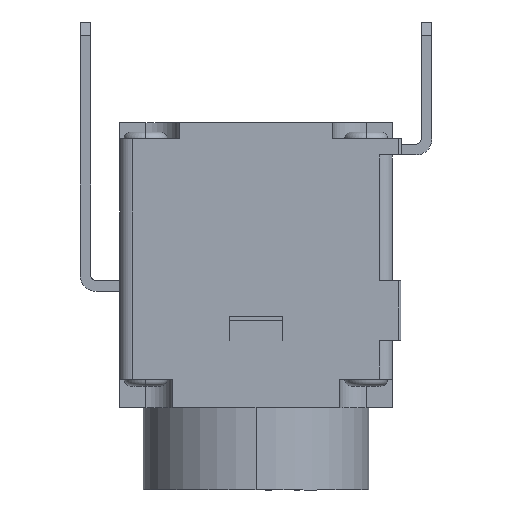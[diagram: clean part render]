
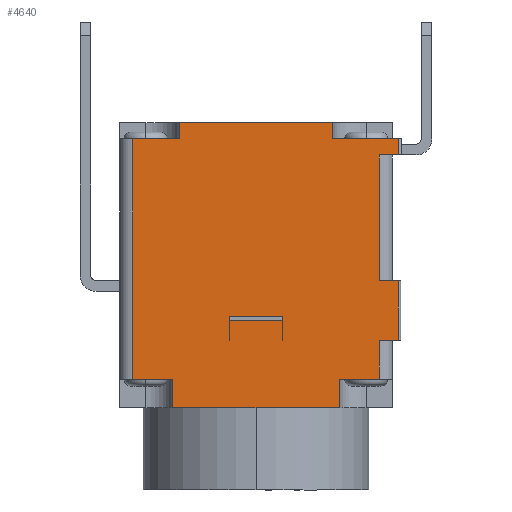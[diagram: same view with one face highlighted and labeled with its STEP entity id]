
A CAD part, left-side view. The second image highlights one B-rep face of the part: STEP entity #4640.
In plain terms, the highlighted face is planar.
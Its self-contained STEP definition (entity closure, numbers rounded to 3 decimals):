
#2510=CARTESIAN_POINT('',(3.04,5.08,5.08));
#2520=DIRECTION('',(0.,0.,1.));
#2530=DIRECTION('',(0.,-1.,0.));
#2540=AXIS2_PLACEMENT_3D('',#2510,#2520,#2530);
#2550=PLANE('',#2540);
#2560=CARTESIAN_POINT('',(6.7,5.08,5.08));
#2570=DIRECTION('',(0.,1.,0.));
#2580=VECTOR('',#2570,1.);
#2590=LINE('',#2560,#2580);
#2600=CARTESIAN_POINT('',(6.7,-1.,5.08));
#2610=VERTEX_POINT('',#2600);
#2620=CARTESIAN_POINT('',(6.7,1.,5.08));
#2630=VERTEX_POINT('',#2620);
#2640=EDGE_CURVE('',#2610,#2630,#2590,.T.);
#2650=ORIENTED_EDGE('',*,*,#2640,.T.);
#2660=CARTESIAN_POINT('',(7.6,-1.,5.08));
#2670=DIRECTION('',(1.,0.,0.));
#2680=VECTOR('',#2670,1.);
#2690=LINE('',#2660,#2680);
#2700=CARTESIAN_POINT('',(7.6,-1.,5.08));
#2710=VERTEX_POINT('',#2700);
#2720=EDGE_CURVE('',#2610,#2710,#2690,.T.);
#2730=ORIENTED_EDGE('',*,*,#2720,.F.);
#2740=CARTESIAN_POINT('',(7.6,5.08,
5.08));
#2750=DIRECTION('',(0.,-1.,0.));
#2760=VECTOR('',#2750,1.);
#2770=LINE('',#2740,#2760);
#2780=CARTESIAN_POINT('',(7.6,-0.99,
5.08));
#2790=VERTEX_POINT('',#2780);
#2800=EDGE_CURVE('',#2790,#2710,#2770,.T.);
#2810=ORIENTED_EDGE('',*,*,#2800,.T.);
#2820=CARTESIAN_POINT('',(7.6,-0.99,
5.08));
#2830=DIRECTION('',(1.,0.,0.));
#2840=VECTOR('',#2830,1.);
#2850=LINE('',#2820,#2840);
#2860=CARTESIAN_POINT('',(6.85,-0.99,
5.08));
#2870=VERTEX_POINT('',#2860);
#2880=EDGE_CURVE('',#2870,#2790,#2850,.T.);
#2890=ORIENTED_EDGE('',*,*,#2880,.T.);
#2900=CARTESIAN_POINT('',(6.85,5.08,
5.08));
#2910=DIRECTION('',(0.,1.,0.));
#2920=VECTOR('',#2910,1.);
#2930=LINE('',#2900,#2920);
#2940=CARTESIAN_POINT('',(6.85,0.99,
5.08));
#2950=VERTEX_POINT('',#2940);
#2960=EDGE_CURVE('',#2870,#2950,#2930,.T.);
#2970=ORIENTED_EDGE('',*,*,#2960,.F.);
#2980=CARTESIAN_POINT('',(7.6,0.99,
5.08));
#2990=DIRECTION('',(1.,0.,0.));
#3000=VECTOR('',#2990,1.);
#3010=LINE('',#2980,#3000);
#3020=CARTESIAN_POINT('',(7.6,0.99,
5.08));
#3030=VERTEX_POINT('',#3020);
#3040=EDGE_CURVE('',#2950,#3030,#3010,.T.);
#3050=ORIENTED_EDGE('',*,*,#3040,.F.);
#3060=CARTESIAN_POINT('',(7.6,1.,5.08));
#3070=VERTEX_POINT('',#3060);
#3080=EDGE_CURVE('',#3070,#3030,#2770,.T.);
#3090=ORIENTED_EDGE('',*,*,#3080,.T.);
#3100=CARTESIAN_POINT('',(7.6,1.,5.08));
#3110=DIRECTION('',(-1.,0.,0.));
#3120=VECTOR('',#3110,1.);
#3130=LINE('',#3100,#3120);
#3140=EDGE_CURVE('',#3070,#2630,#3130,.T.);
#3150=ORIENTED_EDGE('',*,*,#3140,.F.);
#3160=EDGE_LOOP('',(#3150,#3090,#3050,#2970,#2890,#2810,#2730,#2650));
#3170=FACE_BOUND('',#3160,.T.);
#3180=CARTESIAN_POINT('',(7.6,4.58,
5.08));
#3190=DIRECTION('',(1.,0.,0.));
#3200=VECTOR('',#3190,1.);
#3210=LINE('',#3180,#3200);
#3220=CARTESIAN_POINT('',(7.6,4.58,
5.08));
#3230=VERTEX_POINT('',#3220);
#3240=CARTESIAN_POINT('',(9.05,4.58,
5.08));
#3250=VERTEX_POINT('',#3240);
#3260=EDGE_CURVE('',#3230,#3250,#3210,.T.);
#3270=ORIENTED_EDGE('',*,*,#3260,.F.);
#3280=CARTESIAN_POINT('',(9.05,5.08,
5.08));
#3290=DIRECTION('',(0.,-1.,0.));
#3300=VECTOR('',#3290,1.);
#3310=LINE('',#3280,#3300);
#3320=CARTESIAN_POINT('',(9.05,3.1,
5.08));
#3330=VERTEX_POINT('',#3320);
#3340=EDGE_CURVE('',#3250,#3330,#3310,.T.);
#3350=ORIENTED_EDGE('',*,*,#3340,.F.);
#3360=CARTESIAN_POINT('',(7.6,3.1,
5.08));
#3370=DIRECTION('',(-1.,0.,0.));
#3380=VECTOR('',#3370,1.);
#3390=LINE('',#3360,#3380);
#3400=CARTESIAN_POINT('',(10.1,3.1,5.08));
#3410=VERTEX_POINT('',#3400);
#3420=EDGE_CURVE('',#3410,#3330,#3390,.T.);
#3430=ORIENTED_EDGE('',*,*,#3420,.T.);
#3440=CARTESIAN_POINT('',(10.1,5.08,5.08));
#3450=DIRECTION('',(0.,-1.,0.));
#3460=VECTOR('',#3450,1.);
#3470=LINE('',#3440,#3460);
#3480=CARTESIAN_POINT('',(10.1,-3.1,5.08));
#3490=VERTEX_POINT('',#3480);
#3500=EDGE_CURVE('',#3410,#3490,#3470,.T.);
#3510=ORIENTED_EDGE('',*,*,#3500,.F.);
#3520=CARTESIAN_POINT('',(7.6,-3.1,
5.08));
#3530=DIRECTION('',(1.,0.,0.));
#3540=VECTOR('',#3530,1.);
#3550=LINE('',#3520,#3540);
#3560=CARTESIAN_POINT('',(9.05,-3.1,
5.08));
#3570=VERTEX_POINT('',#3560);
#3580=EDGE_CURVE('',#3570,#3490,#3550,.T.);
#3590=ORIENTED_EDGE('',*,*,#3580,.T.);
#3600=CARTESIAN_POINT('',(9.05,5.08,
5.08));
#3610=DIRECTION('',(0.,-1.,0.));
#3620=VECTOR('',#3610,1.);
#3630=LINE('',#3600,#3620);
#3640=CARTESIAN_POINT('',(9.05,-4.58,
5.08));
#3650=VERTEX_POINT('',#3640);
#3660=EDGE_CURVE('',#3570,#3650,#3630,.T.);
#3670=ORIENTED_EDGE('',*,*,#3660,.F.);
#3680=CARTESIAN_POINT('',(7.6,-4.58,
5.08));
#3690=DIRECTION('',(-1.,0.,0.));
#3700=VECTOR('',#3690,1.);
#3710=LINE('',#3680,#3700);
#3720=CARTESIAN_POINT('',(0.1,-4.58,
5.08));
#3730=VERTEX_POINT('',#3720);
#3740=EDGE_CURVE('',#3650,#3730,#3710,.T.);
#3750=ORIENTED_EDGE('',*,*,#3740,.F.);
#3760=CARTESIAN_POINT('',(0.1,3.266,5.08));
#3770=DIRECTION('',(0.,-1.,0.));
#3780=VECTOR('',#3770,1.);
#3790=LINE('',#3760,#3780);
#3800=CARTESIAN_POINT('',(0.1,-2.85,5.08));
#3810=VERTEX_POINT('',#3800);
#3820=EDGE_CURVE('',#3810,#3730,#3790,.T.);
#3830=ORIENTED_EDGE('',*,*,#3820,.T.);
#3840=CARTESIAN_POINT('',(3.04,-2.85,5.08));
#3850=DIRECTION('',(-1.,0.,0.));
#3860=VECTOR('',#3850,1.);
#3870=LINE('',#3840,#3860);
#3880=CARTESIAN_POINT('',(-0.5,-2.85,5.08));
#3890=VERTEX_POINT('',#3880);
#3900=EDGE_CURVE('',#3810,#3890,#3870,.T.);
#3910=ORIENTED_EDGE('',*,*,#3900,.F.);
#3920=CARTESIAN_POINT('',(-0.5,3.266,5.08));
#3930=DIRECTION('',(0.,-1.,0.));
#3940=VECTOR('',#3930,1.);
#3950=LINE('',#3920,#3940);
#3960=CARTESIAN_POINT('',(-0.5,2.85,5.08));
#3970=VERTEX_POINT('',#3960);
#3980=EDGE_CURVE('',#3970,#3890,#3950,.T.);
#3990=ORIENTED_EDGE('',*,*,#3980,.T.);
#4000=CARTESIAN_POINT('',(3.04,2.85,5.08));
#4010=DIRECTION('',(1.,0.,0.));
#4020=VECTOR('',#4010,1.);
#4030=LINE('',#4000,#4020);
#4040=CARTESIAN_POINT('',(0.1,2.85,5.08));
#4050=VERTEX_POINT('',#4040);
#4060=EDGE_CURVE('',#3970,#4050,#4030,.T.);
#4070=ORIENTED_EDGE('',*,*,#4060,.F.);
#4080=CARTESIAN_POINT('',(0.1,3.266,5.08));
#4090=DIRECTION('',(0.,-1.,0.));
#4100=VECTOR('',#4090,1.);
#4110=LINE('',#4080,#4100);
#4120=CARTESIAN_POINT('',(0.1,5.32,5.08));
#4130=VERTEX_POINT('',#4120);
#4140=EDGE_CURVE('',#4130,#4050,#4110,.T.);
#4150=ORIENTED_EDGE('',*,*,#4140,.T.);
#4160=CARTESIAN_POINT('',(3.04,5.32,5.08));
#4170=DIRECTION('',(-1.,0.,0.));
#4180=VECTOR('',#4170,1.);
#4190=LINE('',#4160,#4180);
#4200=CARTESIAN_POINT('',(0.7,5.32,5.08));
#4210=VERTEX_POINT('',#4200);
#4220=EDGE_CURVE('',#4210,#4130,#4190,.T.);
#4230=ORIENTED_EDGE('',*,*,#4220,.T.);
#4240=CARTESIAN_POINT('',(0.7,3.266,5.08));
#4250=DIRECTION('',(0.,1.,0.));
#4260=VECTOR('',#4250,1.);
#4270=LINE('',#4240,#4260);
#4280=CARTESIAN_POINT('',(0.7,4.58,5.08));
#4290=VERTEX_POINT('',#4280);
#4300=EDGE_CURVE('',#4290,#4210,#4270,.T.);
#4310=ORIENTED_EDGE('',*,*,#4300,.T.);
#4320=CARTESIAN_POINT('',(3.04,4.58,5.08));
#4330=DIRECTION('',(-1.,0.,0.));
#4340=VECTOR('',#4330,1.);
#4350=LINE('',#4320,#4340);
#4360=CARTESIAN_POINT('',(5.38,4.58,5.08));
#4370=VERTEX_POINT('',#4360);
#4380=EDGE_CURVE('',#4370,#4290,#4350,.T.);
#4390=ORIENTED_EDGE('',*,*,#4380,.T.);
#4400=CARTESIAN_POINT('',(5.38,5.08,5.08));
#4410=DIRECTION('',(0.,-1.,0.));
#4420=VECTOR('',#4410,1.);
#4430=LINE('',#4400,#4420);
#4440=CARTESIAN_POINT('',(5.38,5.29,5.08));
#4450=VERTEX_POINT('',#4440);
#4460=EDGE_CURVE('',#4450,#4370,#4430,.T.);
#4470=ORIENTED_EDGE('',*,*,#4460,.T.);
#4480=CARTESIAN_POINT('',(7.6,5.29,5.08));
#4490=DIRECTION('',(-1.,0.,0.));
#4500=VECTOR('',#4490,1.);
#4510=LINE('',#4480,#4500);
#4520=CARTESIAN_POINT('',(7.6,5.29,5.08));
#4530=VERTEX_POINT('',#4520);
#4540=EDGE_CURVE('',#4530,#4450,#4510,.T.);
#4550=ORIENTED_EDGE('',*,*,#4540,.T.);
#4560=CARTESIAN_POINT('',(7.6,-5.08,5.08));
#4570=DIRECTION('',(0.,1.,0.));
#4580=VECTOR('',#4570,1.);
#4590=LINE('',#4560,#4580);
#4600=EDGE_CURVE('',#3230,#4530,#4590,.T.);
#4610=ORIENTED_EDGE('',*,*,#4600,.T.);
#4620=EDGE_LOOP('',(#4610,#4550,#4470,#4390,#4310,#4230,#4150,#4070,
#3990,#3910,#3830,#3750,#3670,#3590,#3510,#3430,#3350,#3270));
#4630=FACE_OUTER_BOUND('',#4620,.T.);
#4640=ADVANCED_FACE('',(#3170,#4630),#2550,.T.);
